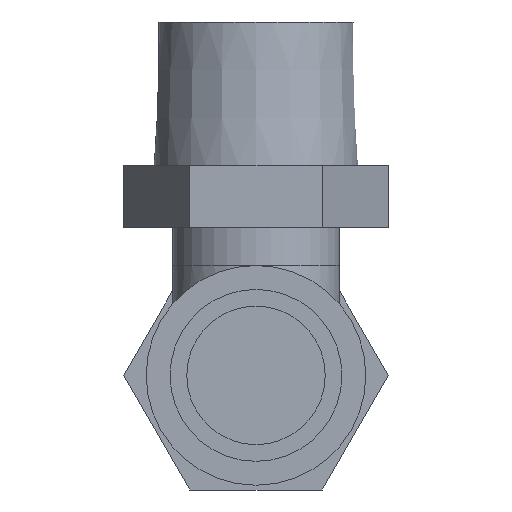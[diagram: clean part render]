
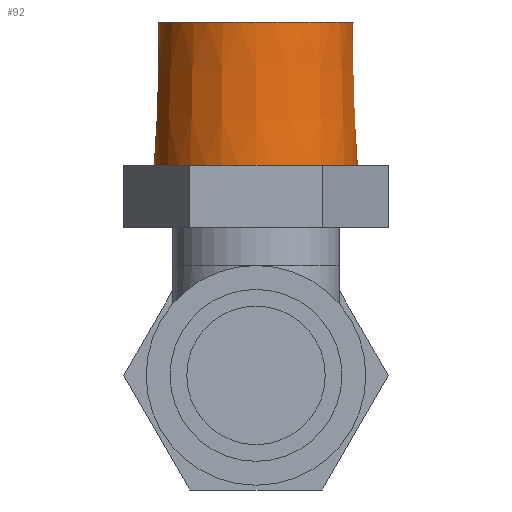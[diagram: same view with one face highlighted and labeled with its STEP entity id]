
A CAD part, front view. The second image highlights one B-rep face of the part: STEP entity #92.
In plain terms, the highlighted conical face has half-angle 1.79 degrees and reference radius 10.668 mm.
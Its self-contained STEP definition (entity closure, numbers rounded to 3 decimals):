
#92 = ADVANCED_FACE( '', ( #193, #194 ), #195, .T. );
#193 = FACE_BOUND( '', #303, .T. );
#194 = FACE_OUTER_BOUND( '', #304, .T. );
#195 = CONICAL_SURFACE( '', #305, 10.668, 0.031 );
#303 = EDGE_LOOP( '', ( #458 ) );
#304 = EDGE_LOOP( '', ( #459 ) );
#305 = AXIS2_PLACEMENT_3D( '', #460, #461, #462 );
#458 = ORIENTED_EDGE( '', *, *, #571, .F. );
#459 = ORIENTED_EDGE( '', *, *, #560, .T. );
#460 = CARTESIAN_POINT( '', ( 0., 0.255, 0. ) );
#461 = DIRECTION( '', ( 0., 1., 0. ) );
#462 = DIRECTION( '', ( 0., 0., 1. ) );
#560 = EDGE_CURVE( '', #642, #642, #643, .F. );
#571 = EDGE_CURVE( '', #658, #658, #659, .T. );
#642 = VERTEX_POINT( '', #750 );
#643 = CIRCLE( '', #751, 10.66 );
#658 = VERTEX_POINT( '', #864 );
#659 = CIRCLE( '', #865, 10.191 );
#750 = CARTESIAN_POINT( '', ( 0., 0., 10.66 ) );
#751 = AXIS2_PLACEMENT_3D( '', #925, #926, #927 );
#864 = CARTESIAN_POINT( '', ( 0., -15., -10.191 ) );
#865 = AXIS2_PLACEMENT_3D( '', #938, #939, #940 );
#925 = CARTESIAN_POINT( '', ( 0., 0., 0. ) );
#926 = DIRECTION( '', ( 0., 1., 0. ) );
#927 = DIRECTION( '', ( 0., 0., 1. ) );
#938 = CARTESIAN_POINT( '', ( 0., -15., 0. ) );
#939 = DIRECTION( '', ( 0., -1., 0. ) );
#940 = DIRECTION( '', ( 0., 0., -1. ) );
